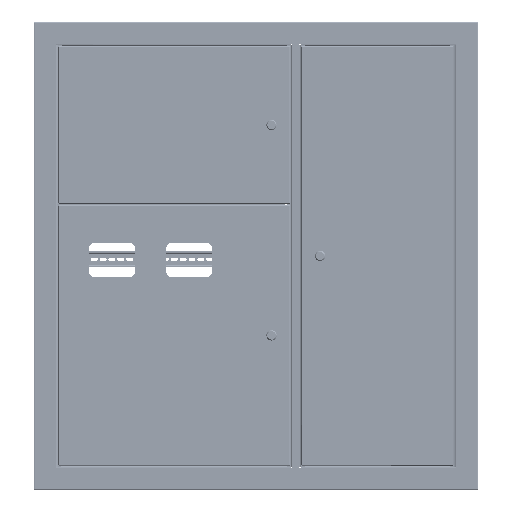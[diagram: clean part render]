
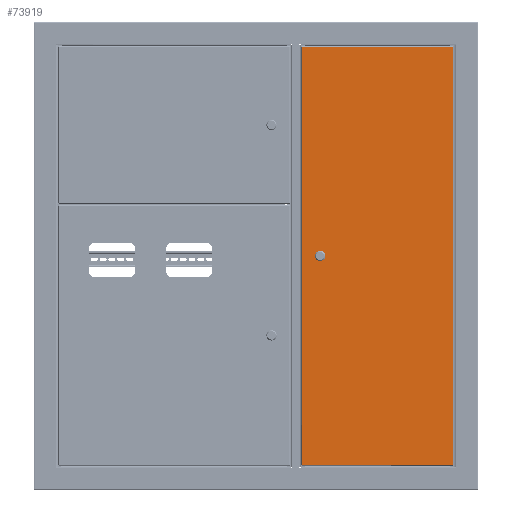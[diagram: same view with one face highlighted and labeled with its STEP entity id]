
A CAD part, top view. The second image highlights one B-rep face of the part: STEP entity #73919.
In plain terms, the highlighted planar face has unit normal (0, 0, 1).
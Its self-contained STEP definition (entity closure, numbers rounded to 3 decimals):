
#721 = FACE_BOUND ( 'NONE', #59529, .T. ) ;
#1664 = CARTESIAN_POINT ( 'NONE',  ( 448.2, 40., 0. ) ) ;
#2825 = DIRECTION ( 'NONE',  ( 0., 0., -1. ) ) ;
#3118 = CARTESIAN_POINT ( 'NONE',  ( 451.849, 48.5, 0. ) ) ;
#3189 = ORIENTED_EDGE ( 'NONE', *, *, #36302, .F. ) ;
#3315 = CARTESIAN_POINT ( 'NONE',  ( 448.2, 40., 0. ) ) ;
#4056 = LINE ( 'NONE', #17198, #59999 ) ;
#4121 = LINE ( 'NONE', #17267, #42301 ) ;
#5633 = CARTESIAN_POINT ( 'NONE',  ( 448.2, 40., 0. ) ) ;
#7229 = CARTESIAN_POINT ( 'NONE',  ( 894.7, 1.7, 0. ) ) ;
#9146 = ORIENTED_EDGE ( 'NONE', *, *, #21741, .T. ) ;
#9754 = CARTESIAN_POINT ( 'NONE',  ( 1.7, 324., 0. ) ) ;
#11525 = DIRECTION ( 'NONE',  ( 1., 0., 0. ) ) ;
#13843 = DIRECTION ( 'NONE',  ( 0., -1., 0. ) ) ;
#16392 = DIRECTION ( 'NONE',  ( -1., 0., 0. ) ) ;
#17198 = CARTESIAN_POINT ( 'NONE',  ( 894.7, 0., 0. ) ) ;
#17267 = CARTESIAN_POINT ( 'NONE',  ( 894.993, 324., 0. ) ) ;
#17576 = VERTEX_POINT ( 'NONE', #82806 ) ;
#19331 = EDGE_CURVE ( 'NONE', #47664, #17576, #4056, .T. ) ;
#21741 = EDGE_CURVE ( 'NONE', #29571, #55417, #33723, .T. ) ;
#22791 = CARTESIAN_POINT ( 'NONE',  ( 451.849, 31.5, 0. ) ) ;
#24811 = CARTESIAN_POINT ( 'NONE',  ( 444.551, 31.5, 0. ) ) ;
#25864 = CARTESIAN_POINT ( 'NONE',  ( 1.7, 1.7, 0. ) ) ;
#26347 = CARTESIAN_POINT ( 'NONE',  ( 1.7, 1.7, 0. ) ) ;
#27867 = AXIS2_PLACEMENT_3D ( 'NONE', #48245, #2825, #16392 ) ;
#28066 = CARTESIAN_POINT ( 'NONE',  ( 451.849, 31.5, 0. ) ) ;
#29571 = VERTEX_POINT ( 'NONE', #9754 ) ;
#30264 = VERTEX_POINT ( 'NONE', #87287 ) ;
#32749 = EDGE_CURVE ( 'NONE', #30264, #88553, #70640, .T. ) ;
#33178 = LINE ( 'NONE', #26347, #34280 ) ;
#33723 = LINE ( 'NONE', #55004, #82739 ) ;
#34280 = VECTOR ( 'NONE', #80760, 1000. ) ;
#36302 = EDGE_CURVE ( 'NONE', #88553, #86341, #83395, .T. ) ;
#37961 = DIRECTION ( 'NONE',  ( -1., 0., 0. ) ) ;
#40763 = CARTESIAN_POINT ( 'NONE',  ( 451.849, 48.5, 0. ) ) ;
#41117 = EDGE_CURVE ( 'NONE', #55417, #47664, #33178, .T. ) ;
#42301 = VECTOR ( 'NONE', #44880, 1000. ) ;
#43411 = ORIENTED_EDGE ( 'NONE', *, *, #32749, .F. ) ;
#44880 = DIRECTION ( 'NONE',  ( -1., 0., 0. ) ) ;
#47302 = ORIENTED_EDGE ( 'NONE', *, *, #83594, .F. ) ;
#47664 = VERTEX_POINT ( 'NONE', #7229 ) ;
#48245 = CARTESIAN_POINT ( 'NONE',  ( 0., 325.7, 0. ) ) ;
#48768 = EDGE_LOOP ( 'NONE', ( #72103, #56290, #88106, #9146 ) ) ;
#49926 = CARTESIAN_POINT ( 'NONE',  ( 457.45, 40., 0. ) ) ;
#51197 = AXIS2_PLACEMENT_3D ( 'NONE', #3315, #86231, #78963 ) ;
#53143 = DIRECTION ( 'NONE',  ( 0., 0., 1. ) ) ;
#55004 = CARTESIAN_POINT ( 'NONE',  ( 1.7, 324.293, 0. ) ) ;
#55179 = VERTEX_POINT ( 'NONE', #49926 ) ;
#55417 = VERTEX_POINT ( 'NONE', #25864 ) ;
#55694 = DIRECTION ( 'NONE',  ( 1., 0., 0. ) ) ;
#56290 = ORIENTED_EDGE ( 'NONE', *, *, #19331, .T. ) ;
#58781 = LINE ( 'NONE', #3118, #86423 ) ;
#59529 = EDGE_LOOP ( 'NONE', ( #47302, #88771, #83441, #3189, #43411 ) ) ;
#59903 = VECTOR ( 'NONE', #55694, 1000. ) ;
#59999 = VECTOR ( 'NONE', #80118, 1000. ) ;
#61024 = CIRCLE ( 'NONE', #76792, 9.25 ) ;
#61898 = DIRECTION ( 'NONE',  ( 1., 0., 0. ) ) ;
#63253 = DIRECTION ( 'NONE',  ( 0., 0., 1. ) ) ;
#66382 = EDGE_CURVE ( 'NONE', #86341, #55179, #78709, .T. ) ;
#70640 = CIRCLE ( 'NONE', #83780, 9.25 ) ;
#71558 = EDGE_CURVE ( 'NONE', #55179, #76929, #61024, .T. ) ;
#72103 = ORIENTED_EDGE ( 'NONE', *, *, #41117, .T. ) ;
#73919 = ADVANCED_FACE ( 'NONE', ( #721, #83626 ), #82703, .F. ) ;
#76792 = AXIS2_PLACEMENT_3D ( 'NONE', #1664, #63253, #61898 ) ;
#76929 = VERTEX_POINT ( 'NONE', #40763 ) ;
#78054 = EDGE_CURVE ( 'NONE', #17576, #29571, #4121, .T. ) ;
#78709 = CIRCLE ( 'NONE', #51197, 9.25 ) ;
#78963 = DIRECTION ( 'NONE',  ( 1., 0., 0. ) ) ;
#80118 = DIRECTION ( 'NONE',  ( 0., 1., 0. ) ) ;
#80760 = DIRECTION ( 'NONE',  ( 1., 0., 0. ) ) ;
#82703 = PLANE ( 'NONE',  #27867 ) ;
#82739 = VECTOR ( 'NONE', #13843, 1000. ) ;
#82806 = CARTESIAN_POINT ( 'NONE',  ( 894.7, 324., 0. ) ) ;
#83395 = LINE ( 'NONE', #28066, #59903 ) ;
#83441 = ORIENTED_EDGE ( 'NONE', *, *, #66382, .F. ) ;
#83594 = EDGE_CURVE ( 'NONE', #76929, #30264, #58781, .T. ) ;
#83626 = FACE_OUTER_BOUND ( 'NONE', #48768, .T. ) ;
#83780 = AXIS2_PLACEMENT_3D ( 'NONE', #5633, #53143, #11525 ) ;
#86231 = DIRECTION ( 'NONE',  ( 0., 0., 1. ) ) ;
#86341 = VERTEX_POINT ( 'NONE', #22791 ) ;
#86423 = VECTOR ( 'NONE', #37961, 1000. ) ;
#87287 = CARTESIAN_POINT ( 'NONE',  ( 444.551, 48.5, 0. ) ) ;
#88106 = ORIENTED_EDGE ( 'NONE', *, *, #78054, .T. ) ;
#88553 = VERTEX_POINT ( 'NONE', #24811 ) ;
#88771 = ORIENTED_EDGE ( 'NONE', *, *, #71558, .F. ) ;
